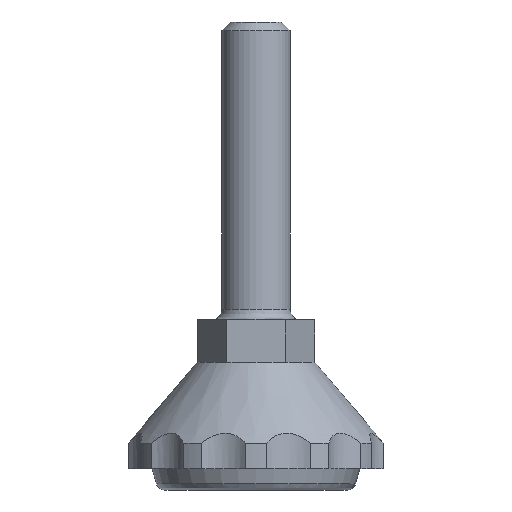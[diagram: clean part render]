
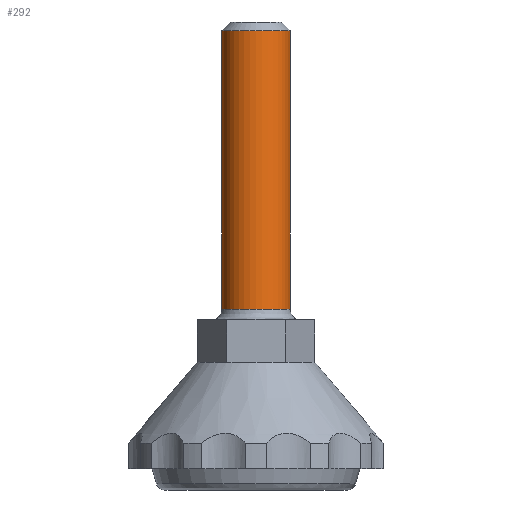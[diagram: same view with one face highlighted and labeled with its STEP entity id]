
A CAD part, front view. The second image highlights one B-rep face of the part: STEP entity #292.
In plain terms, the highlighted cylindrical face has radius 8 mm (diameter 16 mm), a partial arc.
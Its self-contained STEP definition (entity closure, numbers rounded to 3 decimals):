
#292=ADVANCED_FACE('',(#1365),#1364,.T.);
#1364=CYLINDRICAL_SURFACE('',#2173,8.);
#1365=FACE_OUTER_BOUND('',#2174,.T.);
#2170=CARTESIAN_POINT('',(0.,0.,1040.));
#2171=DIRECTION('',(0.,0.,1.));
#2172=DIRECTION('',(-1.,0.,0.));
#2173=AXIS2_PLACEMENT_3D('',#2170,#2171,#2172);
#2174=EDGE_LOOP('',(#2686,#2687,#2688,#2689));
#2686=ORIENTED_EDGE('',*,*,#2932,.T.);
#2687=ORIENTED_EDGE('',*,*,#2949,.F.);
#2688=ORIENTED_EDGE('',*,*,#2925,.T.);
#2689=ORIENTED_EDGE('',*,*,#2950,.T.);
#2925=EDGE_CURVE('',#4492,#4493,#4494,.T.);
#2932=EDGE_CURVE('',#4519,#4518,#4538,.T.);
#2949=EDGE_CURVE('',#4492,#4518,#4644,.T.);
#2950=EDGE_CURVE('',#4493,#4519,#4650,.T.);
#4492=VERTEX_POINT('',#5849);
#4493=VERTEX_POINT('',#5850);
#4494=CIRCLE('',#5854,8.);
#4518=VERTEX_POINT('',#5865);
#4519=VERTEX_POINT('',#5866);
#4538=CIRCLE('',#5878,8.);
#4644=(BOUNDED_CURVE() B_SPLINE_CURVE(1,(#5929,#5930),.UNSPECIFIED.,.F.,.F.) B_SPLINE_CURVE_WITH_KNOTS((2,2),(0.083,0.917),.UNSPECIFIED.) CURVE() GEOMETRIC_REPRESENTATION_ITEM() RATIONAL_B_SPLINE_CURVE((1.,1.)) REPRESENTATION_ITEM('') );
#4650=(BOUNDED_CURVE() B_SPLINE_CURVE(1,(#5931,#5932),.UNSPECIFIED.,.F.,.F.) B_SPLINE_CURVE_WITH_KNOTS((2,2),(0.083,0.917),.UNSPECIFIED.) CURVE() GEOMETRIC_REPRESENTATION_ITEM() RATIONAL_B_SPLINE_CURVE((0.75,0.75)) REPRESENTATION_ITEM('') );
#5849=CARTESIAN_POINT('',(-8.,0.,42.5));
#5850=CARTESIAN_POINT('',(8.,0.,42.5));
#5851=CARTESIAN_POINT('',(0.,0.,42.5));
#5852=DIRECTION('',(0.,0.,1.));
#5853=DIRECTION('',(1.,0.,0.));
#5854=AXIS2_PLACEMENT_3D('',#5851,#5852,#5853);
#5865=CARTESIAN_POINT('',(-8.,0.,108.));
#5866=CARTESIAN_POINT('',(8.,0.,108.));
#5875=CARTESIAN_POINT('',(0.,0.,108.));
#5876=DIRECTION('',(0.,0.,-1.));
#5877=DIRECTION('',(1.,0.,0.));
#5878=AXIS2_PLACEMENT_3D('',#5875,#5876,#5877);
#5929=CARTESIAN_POINT('',(-8.,0.,42.5));
#5930=CARTESIAN_POINT('',(-8.,0.,108.));
#5931=CARTESIAN_POINT('',(8.,0.,42.5));
#5932=CARTESIAN_POINT('',(8.,0.,108.));
